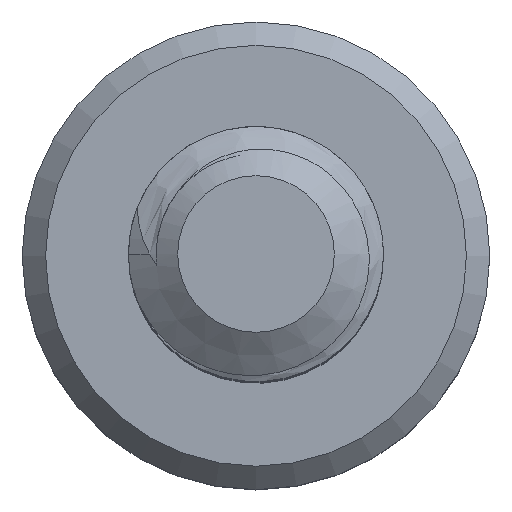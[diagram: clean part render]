
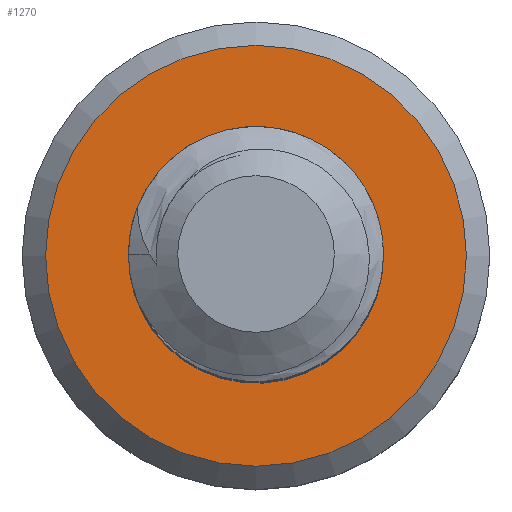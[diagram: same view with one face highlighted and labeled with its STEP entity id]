
A CAD part, top view. The second image highlights one B-rep face of the part: STEP entity #1270.
In plain terms, the highlighted planar face has unit normal (0, 0, 1).
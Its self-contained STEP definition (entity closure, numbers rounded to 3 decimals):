
#15=B_SPLINE_CURVE_WITH_KNOTS($,3,(#1494,#1495,#1496,#1497,#1498,#1499,
#1500,#1501,#1502,#1503,#1504,#1505,#1506,#1507,#1508,#1509,#1510,#1511),
 .UNSPECIFIED.,.F.,.F.,(4,2,2,2,2,2,2,2,4),(0.,0.03,0.057,
0.11,0.163,0.216,0.273,
0.322,0.391),.UNSPECIFIED.);
#16=B_SPLINE_CURVE_WITH_KNOTS($,3,(#1514,#1515,#1516,#1517,#1518,#1519,
#1520,#1521,#1522,#1523,#1524,#1525,#1526,#1527,#1528,#1529),
 .UNSPECIFIED.,.F.,.F.,(4,2,2,2,2,2,2,4),(0.,0.031,0.061,
0.107,0.169,0.247,0.321,
0.411),.UNSPECIFIED.);
#28=FACE_BOUND($,#110,.T.);
#62=PLANE($,#1307);
#81=FACE_OUTER_BOUND($,#109,.T.);
#109=EDGE_LOOP($,(#837));
#110=EDGE_LOOP($,(#838,#839,#840,#841));
#324=CIRCLE($,#1306,2.475);
#325=CIRCLE($,#1308,1.5);
#326=CIRCLE($,#1309,1.175);
#348=VERTEX_POINT($,#1487);
#349=VERTEX_POINT($,#1490);
#350=VERTEX_POINT($,#1491);
#351=VERTEX_POINT($,#1493);
#352=VERTEX_POINT($,#1512);
#576=EDGE_CURVE($,#348,#348,#324,.T.);
#577=EDGE_CURVE($,#349,#350,#325,.T.);
#578=EDGE_CURVE($,#349,#351,#15,.T.);
#579=EDGE_CURVE($,#351,#352,#326,.T.);
#580=EDGE_CURVE($,#352,#350,#16,.T.);
#837=ORIENTED_EDGE($,*,*,#576,.T.);
#838=ORIENTED_EDGE($,*,*,#577,.F.);
#839=ORIENTED_EDGE($,*,*,#578,.T.);
#840=ORIENTED_EDGE($,*,*,#579,.T.);
#841=ORIENTED_EDGE($,*,*,#580,.T.);
#1270=ADVANCED_FACE($,(#81,#28),#62,.F.);
#1306=AXIS2_PLACEMENT_3D($,#1488,#1385,#1386);
#1307=AXIS2_PLACEMENT_3D($,#1489,#1387,#1388);
#1308=AXIS2_PLACEMENT_3D($,#1492,#1389,#1390);
#1309=AXIS2_PLACEMENT_3D($,#1513,#1391,#1392);
#1385=DIRECTION('center_axis',(0.,0.,1.));
#1386=DIRECTION('ref_axis',(-1.,0.,0.));
#1387=DIRECTION('center_axis',(0.,0.,-1.));
#1388=DIRECTION('ref_axis',(-1.,0.,0.));
#1389=DIRECTION('center_axis',(0.,0.,1.));
#1390=DIRECTION('ref_axis',(1.,0.,0.));
#1391=DIRECTION('center_axis',(0.,0.,-1.));
#1392=DIRECTION('ref_axis',(1.,0.,0.));
#1487=CARTESIAN_POINT('',(-2.475,0.,-12.));
#1488=CARTESIAN_POINT('Origin',(0.,0.,-12.));
#1489=CARTESIAN_POINT('Origin',(0.,0.,-12.));
#1490=CARTESIAN_POINT('',(0.,1.5,-12.));
#1491=CARTESIAN_POINT('',(-1.051,1.07,-12.));
#1492=CARTESIAN_POINT('Origin',(0.,0.,-12.));
#1493=CARTESIAN_POINT('',(0.823,-0.839,-12.));
#1494=CARTESIAN_POINT('Ctrl Pts',(0.,1.5,
-12.));
#1495=CARTESIAN_POINT('Ctrl Pts',(0.099,1.492,-12.));
#1496=CARTESIAN_POINT('Ctrl Pts',(0.197,1.473,-12.));
#1497=CARTESIAN_POINT('Ctrl Pts',(0.38,1.418,-12.));
#1498=CARTESIAN_POINT('Ctrl Pts',(0.465,1.383,-12.));
#1499=CARTESIAN_POINT('Ctrl Pts',(0.7,1.259,-12.));
#1500=CARTESIAN_POINT('Ctrl Pts',(0.838,1.15,-12.));
#1501=CARTESIAN_POINT('Ctrl Pts',(1.069,0.886,-12.));
#1502=CARTESIAN_POINT('Ctrl Pts',(1.154,0.739,-12.));
#1503=CARTESIAN_POINT('Ctrl Pts',(1.263,0.453,-12.));
#1504=CARTESIAN_POINT('Ctrl Pts',(1.291,0.3,-12.));
#1505=CARTESIAN_POINT('Ctrl Pts',(1.292,-0.017,
-12.));
#1506=CARTESIAN_POINT('Ctrl Pts',(1.261,-0.179,-12.));
#1507=CARTESIAN_POINT('Ctrl Pts',(1.149,-0.46,-12.));
#1508=CARTESIAN_POINT('Ctrl Pts',(1.087,-0.555,-12.));
#1509=CARTESIAN_POINT('Ctrl Pts',(0.98,-0.699,
-12.));
#1510=CARTESIAN_POINT('Ctrl Pts',(0.907,-0.774,
-12.));
#1511=CARTESIAN_POINT('Ctrl Pts',(0.823,-0.839,-12.));
#1512=CARTESIAN_POINT('',(0.,-1.175,-12.));
#1513=CARTESIAN_POINT('Origin',(0.,0.,-12.));
#1514=CARTESIAN_POINT('Ctrl Pts',(0.,-1.175,
-12.));
#1515=CARTESIAN_POINT('Ctrl Pts',(-0.104,-1.186,
-12.));
#1516=CARTESIAN_POINT('Ctrl Pts',(-0.208,-1.184,
-12.));
#1517=CARTESIAN_POINT('Ctrl Pts',(-0.411,-1.154,
-12.));
#1518=CARTESIAN_POINT('Ctrl Pts',(-0.508,-1.128,
-12.));
#1519=CARTESIAN_POINT('Ctrl Pts',(-0.742,-1.032,
-12.));
#1520=CARTESIAN_POINT('Ctrl Pts',(-0.871,-0.949,
-12.));
#1521=CARTESIAN_POINT('Ctrl Pts',(-1.131,-0.704,
-12.));
#1522=CARTESIAN_POINT('Ctrl Pts',(-1.223,-0.547,
-12.));
#1523=CARTESIAN_POINT('Ctrl Pts',(-1.352,-0.258,-12.));
#1524=CARTESIAN_POINT('Ctrl Pts',(-1.392,-0.084,
-12.));
#1525=CARTESIAN_POINT('Ctrl Pts',(-1.404,0.263,-12.));
#1526=CARTESIAN_POINT('Ctrl Pts',(-1.379,0.432,-12.));
#1527=CARTESIAN_POINT('Ctrl Pts',(-1.259,0.784,-12.));
#1528=CARTESIAN_POINT('Ctrl Pts',(-1.156,0.945,-12.));
#1529=CARTESIAN_POINT('Ctrl Pts',(-1.051,1.07,-12.));
